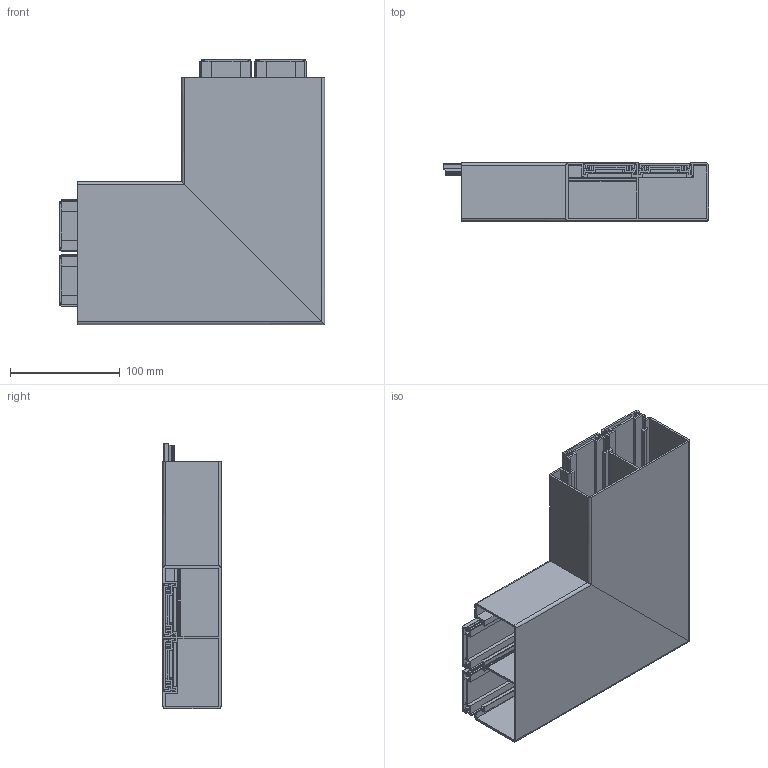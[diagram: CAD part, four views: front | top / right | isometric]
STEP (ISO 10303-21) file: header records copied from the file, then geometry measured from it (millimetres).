
FILE_DESCRIPTION (( 'STEP AP214' ), '1' );
FILE_NAME ('6112533.stp', '2016-04-28T07:09:40', ( '' ), ( '' ), 'SwSTEP 2.0', 'SolidWorks 2014', '' );
FILE_SCHEMA (( 'AUTOMOTIVE_DESIGN' ));
Length unit declared in the file: millimetre
Products named in the file (15): 092798_L=174; 092795_L=174; 092796_L=174; 092797_L=174; 092793_L=174; 092794_L=174; 092865_L=225; 092864_L=225; 6112533; 092798_L=224; 092795_L=224; 092796_L=224; 092797_L=224; 092793_L=224; 092794_L=224
Assembly tree (14 placements, depth 3):
  6112533
    092864_L=225
    092865_L=225
    092797_L=174
      092794_L=174
      092793_L=174
    092798_L=174
      092796_L=174
      092795_L=174
    092797_L=224
      092794_L=224
      092793_L=224
    092798_L=224
      092796_L=224
      092795_L=224
Bounding box: 241.5 x 53 x 241.5 mm (x, y, z)
Volume: 382258.6 mm3; surface area: 414530.7 mm2
Topology: 10 solids, 10 shells, 456 faces, 1308 edges, 872 vertices
Faces by surface type: plane 332, cylinder 124
Entity records: 15282 total; most frequent: CARTESIAN_POINT 3029, ORIENTED_EDGE 2616, DIRECTION 2262, EDGE_CURVE 1308, LINE 1060, VECTOR 1060, VERTEX_POINT 872, AXIS2_PLACEMENT_3D 601
